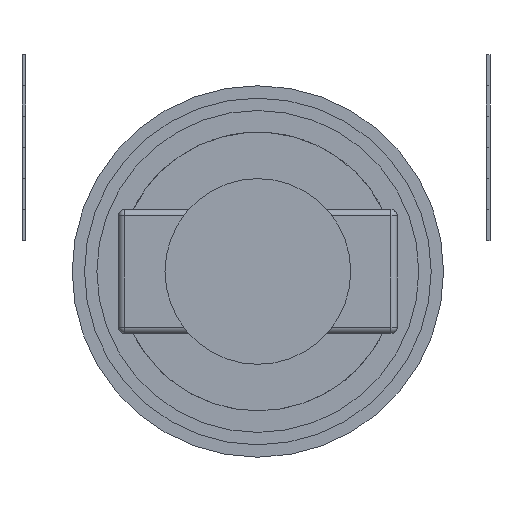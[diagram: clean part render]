
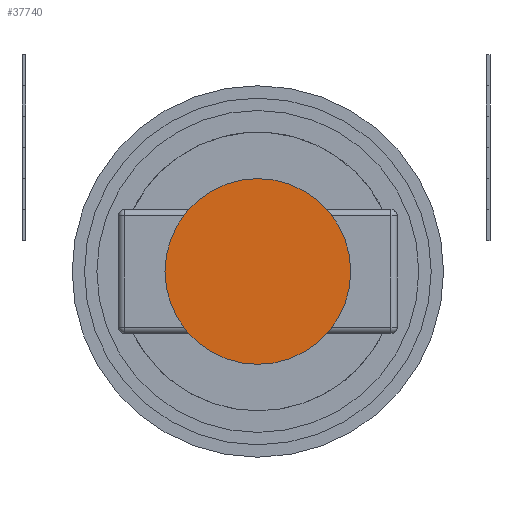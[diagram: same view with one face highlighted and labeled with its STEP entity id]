
A CAD part, left-side view. The second image highlights one B-rep face of the part: STEP entity #37740.
In plain terms, the highlighted planar face has unit normal (-1, 0, 0).
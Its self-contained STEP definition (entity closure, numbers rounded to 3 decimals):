
#37684 = VERTEX_POINT('',#37685);
#37685 = CARTESIAN_POINT('',(0.,0.,
    -300.));
#37694 = CONICAL_SURFACE('',#37695,300.,0.359);
#37695 = AXIS2_PLACEMENT_3D('',#37696,#37697,#37698);
#37696 = CARTESIAN_POINT('',(0.,0.,0.));
#37697 = DIRECTION('',(-1.,-0.,0.));
#37698 = DIRECTION('',(0.,0.,-1.));
#37713 = EDGE_CURVE('',#37684,#37684,#37714,.T.);
#37714 = SURFACE_CURVE('',#37715,(#37720,#37727),.PCURVE_S1.);
#37715 = CIRCLE('',#37716,300.);
#37716 = AXIS2_PLACEMENT_3D('',#37717,#37718,#37719);
#37717 = CARTESIAN_POINT('',(0.,0.,0.));
#37718 = DIRECTION('',(1.,0.,0.));
#37719 = DIRECTION('',(0.,0.,-1.));
#37720 = PCURVE('',#37694,#37721);
#37721 = DEFINITIONAL_REPRESENTATION('',(#37722),#37726);
#37722 = LINE('',#37723,#37724);
#37723 = CARTESIAN_POINT('',(-0.,-0.));
#37724 = VECTOR('',#37725,1.);
#37725 = DIRECTION('',(-1.,-0.));
#37726 = ( GEOMETRIC_REPRESENTATION_CONTEXT(2) 
PARAMETRIC_REPRESENTATION_CONTEXT() REPRESENTATION_CONTEXT('2D SPACE',''
  ) );
#37727 = PCURVE('',#37728,#37733);
#37728 = PLANE('',#37729);
#37729 = AXIS2_PLACEMENT_3D('',#37730,#37731,#37732);
#37730 = CARTESIAN_POINT('',(0.,0.,0.));
#37731 = DIRECTION('',(1.,0.,0.));
#37732 = DIRECTION('',(0.,0.,-1.));
#37733 = DEFINITIONAL_REPRESENTATION('',(#37734),#37738);
#37734 = CIRCLE('',#37735,300.);
#37735 = AXIS2_PLACEMENT_2D('',#37736,#37737);
#37736 = CARTESIAN_POINT('',(0.,0.));
#37737 = DIRECTION('',(1.,0.));
#37738 = ( GEOMETRIC_REPRESENTATION_CONTEXT(2) 
PARAMETRIC_REPRESENTATION_CONTEXT() REPRESENTATION_CONTEXT('2D SPACE',''
  ) );
#37740 = ADVANCED_FACE('',(#37741),#37728,.F.);
#37741 = FACE_BOUND('',#37742,.T.);
#37742 = EDGE_LOOP('',(#37743));
#37743 = ORIENTED_EDGE('',*,*,#37713,.F.);
